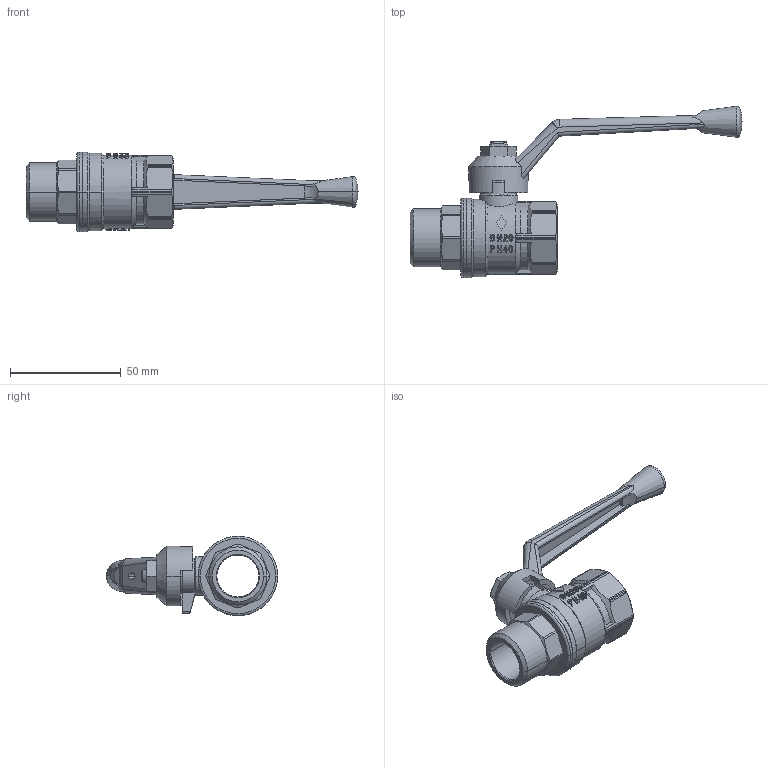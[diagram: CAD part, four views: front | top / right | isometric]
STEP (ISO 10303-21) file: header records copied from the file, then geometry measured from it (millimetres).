
FILE_DESCRIPTION(('Creo Elements/Direct Modeling STEP Export'),'2;1');
FILE_NAME('1501050000.stp','2021-05-18T15:18:30',(''),(''),'Creo Elements/Direct Modeling STEP processor for AP214 (Solid Model)','Creo Elements/Direct Modeling 20.1D 10-Oct-2020 (C) Parametric Technology GmbH','');
FILE_SCHEMA(('AUTOMOTIVE_DESIGN { 1 0 10303 214 1 1 1 1 }'));
Length unit declared in the file: millimetre
Products named in the file (2): 1501050000
Assembly tree (1 placements, depth 2):
  1501050000
    1501050000
Bounding box: 150 x 77.45 x 36 mm (x, y, z)
Volume: 43710.1 mm3; surface area: 20977.1 mm2
Topology: 1 solids, 1 shells, 618 faces, 1730 edges, 1131 vertices
Faces by surface type: plane 394, cylinder 123, cone 65, bspline 20, torus 14, sphere 2
Entity records: 31624 total; most frequent: CARTESIAN_POINT 15147, ORIENTED_EDGE 3452, DIRECTION 3121, EDGE_CURVE 1726, AXIS2_PLACEMENT_3D 1223, VERTEX_POINT 1131, VECTOR 675, LINE 675
